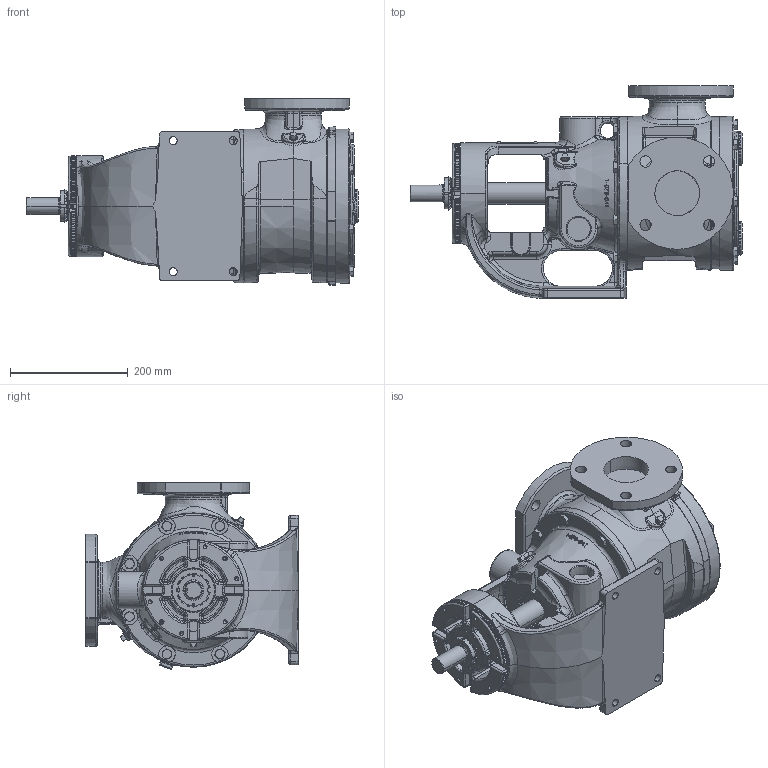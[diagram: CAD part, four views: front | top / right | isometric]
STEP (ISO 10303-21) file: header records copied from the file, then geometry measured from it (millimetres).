
FILE_DESCRIPTION (( 'STEP AP214' ), '1' );
FILE_NAME ('LV-3511.STEP', '2025-09-11T18:00:12', ( '' ), ( '' ), 'SwSTEP 2.0', 'SolidWorks 2024', '' );
FILE_SCHEMA (( 'AUTOMOTIVE_DESIGN' ));
Length unit declared in the file: inch
Products named in the file (1): LV-3511
Bounding box: 563.75 x 360.43 x 317.23 mm (x, y, z)
Volume: 17739539.6 mm3; surface area: 849128.8 mm2
Topology: 1 solids, 1 shells, 2954 faces, 7288 edges, 4442 vertices
Faces by surface type: plane 1012, cone 678, bspline 651, cylinder 400, torus 151, sphere 62
Entity records: 137826 total; most frequent: CARTESIAN_POINT 73870, ORIENTED_EDGE 14424, DIRECTION 11890, EDGE_CURVE 7212, AXIS2_PLACEMENT_3D 4724, VERTEX_POINT 4437, EDGE_LOOP 3167, ADVANCED_FACE 2954
